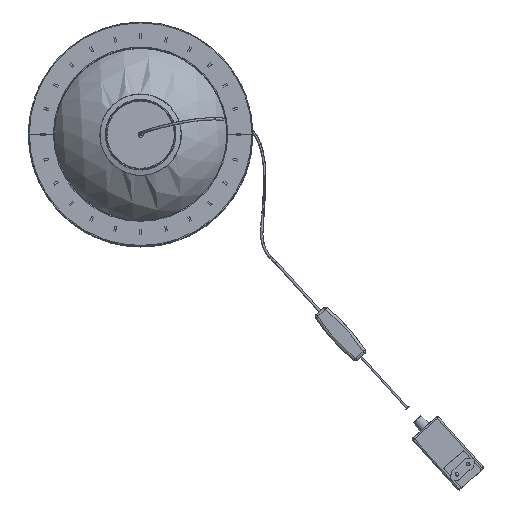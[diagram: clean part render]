
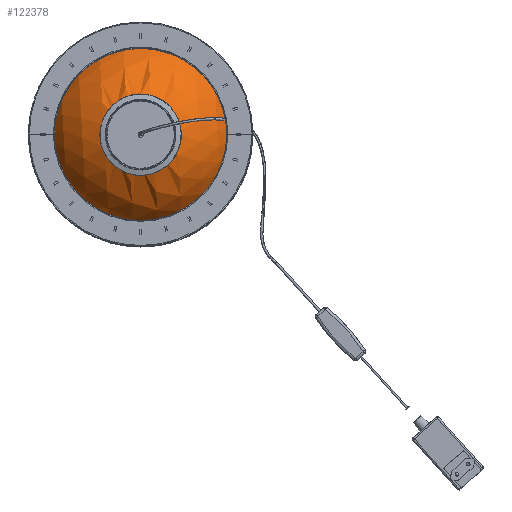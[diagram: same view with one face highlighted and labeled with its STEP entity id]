
A CAD part, top view. The second image highlights one B-rep face of the part: STEP entity #122378.
In plain terms, the highlighted spherical face has radius 119 mm.
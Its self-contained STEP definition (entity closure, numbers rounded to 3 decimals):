
#43=SPHERICAL_SURFACE('',#129782,119.);
#645=FACE_BOUND('',#17765,.T.);
#11444=FACE_OUTER_BOUND('',#17764,.T.);
#17764=EDGE_LOOP('',(#109216,#109217));
#17765=EDGE_LOOP('',(#109218,#109219));
#19392=CIRCLE('',#129783,119.);
#19393=CIRCLE('',#129784,41.);
#19394=CIRCLE('',#129785,41.);
#60130=VERTEX_POINT('',#192595);
#60131=VERTEX_POINT('',#192596);
#60132=VERTEX_POINT('',#192598);
#60133=VERTEX_POINT('',#192599);
#76533=EDGE_CURVE('',#60130,#60131,#19392,.T.);
#76534=EDGE_CURVE('',#60132,#60133,#19393,.T.);
#76535=EDGE_CURVE('',#60133,#60132,#19394,.T.);
#109216=ORIENTED_EDGE('',*,*,#76533,.T.);
#109217=ORIENTED_EDGE('',*,*,#76533,.F.);
#109218=ORIENTED_EDGE('',*,*,#76534,.T.);
#109219=ORIENTED_EDGE('',*,*,#76535,.T.);
#122378=ADVANCED_FACE('',(#11444,#645),#43,.T.);
#129782=AXIS2_PLACEMENT_3D('',#192594,#158943,#158944);
#129783=AXIS2_PLACEMENT_3D('',#192597,#158945,#158946);
#129784=AXIS2_PLACEMENT_3D('',#192600,#158947,#158948);
#129785=AXIS2_PLACEMENT_3D('',#192601,#158949,#158950);
#158943=DIRECTION('center_axis',(0.998,0.056,0.));
#158944=DIRECTION('ref_axis',(0.,0.,
1.));
#158945=DIRECTION('center_axis',(-0.056,0.998,
0.));
#158946=DIRECTION('ref_axis',(0.,0.,
-1.));
#158947=DIRECTION('center_axis',(0.,0.,
-1.));
#158948=DIRECTION('ref_axis',(-0.056,0.998,0.));
#158949=DIRECTION('center_axis',(0.,0.,
-1.));
#158950=DIRECTION('ref_axis',(-0.056,0.998,0.));
#192594=CARTESIAN_POINT('Origin',(0.,0.,
-304.2));
#192595=CARTESIAN_POINT('',(118.815,6.633,-304.2));
#192596=CARTESIAN_POINT('',(-118.815,-6.633,-304.2));
#192597=CARTESIAN_POINT('Origin',(0.,0.,
-304.2));
#192598=CARTESIAN_POINT('',(-2.285,40.936,-192.486));
#192599=CARTESIAN_POINT('',(2.285,-40.936,-192.486));
#192600=CARTESIAN_POINT('Origin',(0.,0.,
-192.486));
#192601=CARTESIAN_POINT('Origin',(0.,0.,
-192.486));
